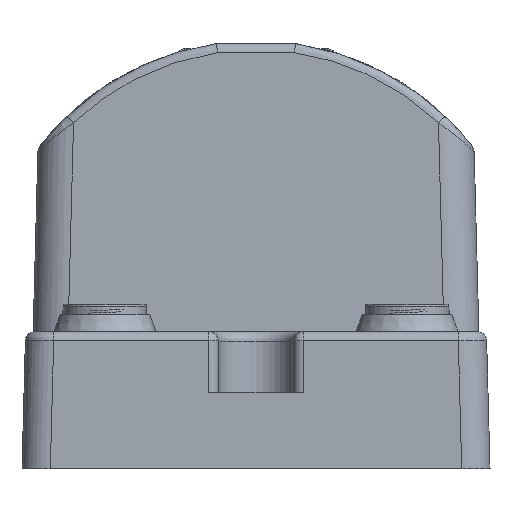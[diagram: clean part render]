
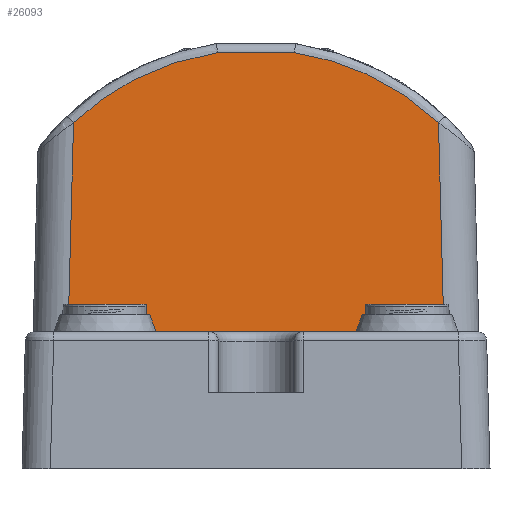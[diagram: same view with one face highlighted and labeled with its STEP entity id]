
A CAD part, front view. The second image highlights one B-rep face of the part: STEP entity #26093.
In plain terms, the highlighted planar face has unit normal (0, -1, 0.026).
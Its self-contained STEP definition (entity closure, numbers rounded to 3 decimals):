
#18266=ELLIPSE('',#101095,28.05,28.04);
#18267=ELLIPSE('',#101096,28.05,28.04);
#21772=FACE_OUTER_BOUND('',#37135,.T.);
#26093=ADVANCED_FACE('',(#21772),#30189,.T.);
#30189=PLANE('',#101097);
#37135=EDGE_LOOP('',(#48387,#48388,#48389,#48390,#48391,#48392));
#48387=ORIENTED_EDGE('',*,*,#75714,.T.);
#48388=ORIENTED_EDGE('',*,*,#75715,.T.);
#48389=ORIENTED_EDGE('',*,*,#75716,.T.);
#48390=ORIENTED_EDGE('',*,*,#75717,.F.);
#48391=ORIENTED_EDGE('',*,*,#75718,.T.);
#48392=ORIENTED_EDGE('',*,*,#75719,.T.);
#66575=VERTEX_POINT('',#158903);
#66576=VERTEX_POINT('',#158904);
#66577=VERTEX_POINT('',#158906);
#66578=VERTEX_POINT('',#158908);
#66579=VERTEX_POINT('',#158910);
#66580=VERTEX_POINT('',#158912);
#75714=EDGE_CURVE('',#66575,#66576,#86234,.T.);
#75715=EDGE_CURVE('',#66576,#66577,#18266,.T.);
#75716=EDGE_CURVE('',#66577,#66578,#86235,.T.);
#75717=EDGE_CURVE('',#66579,#66578,#86236,.T.);
#75718=EDGE_CURVE('',#66579,#66580,#86237,.T.);
#75719=EDGE_CURVE('',#66580,#66575,#18267,.T.);
#86234=LINE('',#158902,#93907);
#86235=LINE('',#158907,#93908);
#86236=LINE('',#158909,#93909);
#86237=LINE('',#158911,#93910);
#93907=VECTOR('',#112777,1.);
#93908=VECTOR('',#112780,1.);
#93909=VECTOR('',#112781,1.);
#93910=VECTOR('',#112782,1.);
#101095=AXIS2_PLACEMENT_3D('',#158905,#112778,#112779);
#101096=AXIS2_PLACEMENT_3D('',#158913,#112783,#112784);
#101097=AXIS2_PLACEMENT_3D('',#158914,#112785,#112786);
#112777=DIRECTION('',(-1.,0.,0.));
#112778=DIRECTION('',(0.,-1.,0.026));
#112779=DIRECTION('',(0.,0.026,1.));
#112780=DIRECTION('',(-0.026,-0.026,-0.999));
#112781=DIRECTION('',(-1.,0.,0.));
#112782=DIRECTION('',(-0.026,0.026,0.999));
#112783=DIRECTION('',(0.,-1.,0.026));
#112784=DIRECTION('',(0.,0.026,1.));
#112785=DIRECTION('',(0.,-1.,0.026));
#112786=DIRECTION('',(0.,-0.026,-1.));
#158902=CARTESIAN_POINT('',(-148.513,-289.327,29.526));
#158903=CARTESIAN_POINT('',(-140.259,-289.327,29.526));
#158904=CARTESIAN_POINT('',(-148.441,-289.327,29.526));
#158905=CARTESIAN_POINT('',(-144.35,-290.053,1.786));
#158906=CARTESIAN_POINT('',(-163.669,-289.521,22.109));
#158907=CARTESIAN_POINT('',(-164.234,-290.086,0.52));
#158908=CARTESIAN_POINT('',(-164.248,-290.1,0.));
#158909=CARTESIAN_POINT('',(-144.35,-290.1,0.));
#158910=CARTESIAN_POINT('',(-124.452,-290.1,0.));
#158911=CARTESIAN_POINT('',(-124.466,-290.086,0.52));
#158912=CARTESIAN_POINT('',(-125.031,-289.521,22.109));
#158913=CARTESIAN_POINT('',(-144.35,-290.053,1.786));
#158914=CARTESIAN_POINT('',(-144.35,-290.1,0.));
